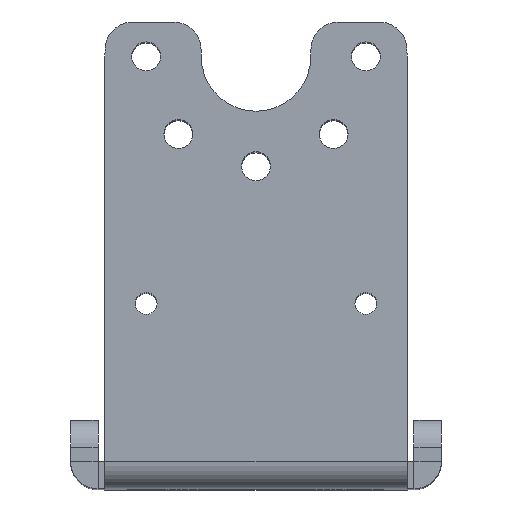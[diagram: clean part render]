
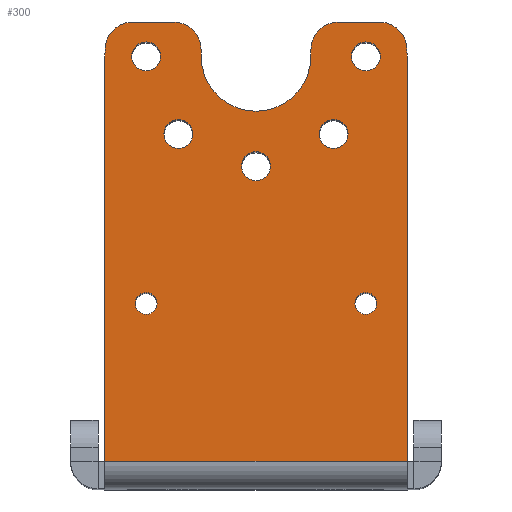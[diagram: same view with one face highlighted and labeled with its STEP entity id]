
A CAD part, top view. The second image highlights one B-rep face of the part: STEP entity #300.
In plain terms, the highlighted planar face has unit normal (0, 0, 1).
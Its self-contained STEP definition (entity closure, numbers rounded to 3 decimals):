
#300=ADVANCED_FACE('',(#728,#729,#730,#731,#732,#733,#734,#735),#445,.F.);
#445=PLANE('',#2964);
#567=CIRCLE('',#2917,11.);
#569=CIRCLE('',#2920,11.);
#590=CIRCLE('',#2943,0.8);
#591=CIRCLE('',#2945,0.8);
#592=CIRCLE('',#2947,2.);
#593=CIRCLE('',#2948,4.);
#594=CIRCLE('',#2949,2.);
#595=CIRCLE('',#2950,2.);
#596=CIRCLE('',#2951,2.);
#597=CIRCLE('',#2952,0.8);
#598=CIRCLE('',#2953,0.8);
#599=CIRCLE('',#2954,1.05);
#600=CIRCLE('',#2955,1.05);
#601=CIRCLE('',#2956,1.05);
#602=CIRCLE('',#2957,1.05);
#603=CIRCLE('',#2958,1.05);
#604=CIRCLE('',#2959,1.05);
#605=CIRCLE('',#2960,1.05);
#606=CIRCLE('',#2961,1.05);
#607=CIRCLE('',#2962,1.05);
#608=CIRCLE('',#2963,1.05);
#728=FACE_BOUND('',#817,.T.);
#729=FACE_BOUND('',#818,.T.);
#730=FACE_BOUND('',#819,.T.);
#731=FACE_BOUND('',#820,.T.);
#732=FACE_BOUND('',#821,.T.);
#733=FACE_BOUND('',#822,.T.);
#734=FACE_BOUND('',#823,.T.);
#735=FACE_BOUND('',#824,.T.);
#817=EDGE_LOOP('',(#1159,#1160,#1161,#1162,#1163,#1164,#1165,#1166,#1167,
#1168,#1169,#1170,#1171,#1172));
#818=EDGE_LOOP('',(#1173,#1174));
#819=EDGE_LOOP('',(#1175,#1176));
#820=EDGE_LOOP('',(#1177,#1178));
#821=EDGE_LOOP('',(#1179,#1180));
#822=EDGE_LOOP('',(#1181,#1182));
#823=EDGE_LOOP('',(#1183,#1184));
#824=EDGE_LOOP('',(#1185,#1186));
#1159=ORIENTED_EDGE('',*,*,#2183,.T.);
#1160=ORIENTED_EDGE('',*,*,#2184,.T.);
#1161=ORIENTED_EDGE('',*,*,#2185,.T.);
#1162=ORIENTED_EDGE('',*,*,#2186,.F.);
#1163=ORIENTED_EDGE('',*,*,#2187,.T.);
#1164=ORIENTED_EDGE('',*,*,#2188,.F.);
#1165=ORIENTED_EDGE('',*,*,#2189,.T.);
#1166=ORIENTED_EDGE('',*,*,#2148,.F.);
#1167=ORIENTED_EDGE('',*,*,#2146,.T.);
#1168=ORIENTED_EDGE('',*,*,#2141,.T.);
#1169=ORIENTED_EDGE('',*,*,#2190,.F.);
#1170=ORIENTED_EDGE('',*,*,#2151,.F.);
#1171=ORIENTED_EDGE('',*,*,#2191,.T.);
#1172=ORIENTED_EDGE('',*,*,#2192,.F.);
#1173=ORIENTED_EDGE('',*,*,#2182,.T.);
#1174=ORIENTED_EDGE('',*,*,#2180,.T.);
#1175=ORIENTED_EDGE('',*,*,#2193,.T.);
#1176=ORIENTED_EDGE('',*,*,#2194,.T.);
#1177=ORIENTED_EDGE('',*,*,#2195,.F.);
#1178=ORIENTED_EDGE('',*,*,#2196,.F.);
#1179=ORIENTED_EDGE('',*,*,#2197,.F.);
#1180=ORIENTED_EDGE('',*,*,#2198,.F.);
#1181=ORIENTED_EDGE('',*,*,#2199,.F.);
#1182=ORIENTED_EDGE('',*,*,#2200,.F.);
#1183=ORIENTED_EDGE('',*,*,#2201,.F.);
#1184=ORIENTED_EDGE('',*,*,#2202,.F.);
#1185=ORIENTED_EDGE('',*,*,#2203,.F.);
#1186=ORIENTED_EDGE('',*,*,#2204,.F.);
#1882=VERTEX_POINT('',#4307);
#1883=VERTEX_POINT('',#4311);
#1885=VERTEX_POINT('',#4320);
#1886=VERTEX_POINT('',#4324);
#1888=VERTEX_POINT('',#4330);
#1889=VERTEX_POINT('',#4331);
#1914=VERTEX_POINT('',#4386);
#1915=VERTEX_POINT('',#4388);
#1916=VERTEX_POINT('',#4394);
#1917=VERTEX_POINT('',#4395);
#1918=VERTEX_POINT('',#4397);
#1919=VERTEX_POINT('',#4399);
#1920=VERTEX_POINT('',#4401);
#1921=VERTEX_POINT('',#4403);
#1922=VERTEX_POINT('',#4405);
#1923=VERTEX_POINT('',#4409);
#1924=VERTEX_POINT('',#4412);
#1925=VERTEX_POINT('',#4413);
#1926=VERTEX_POINT('',#4416);
#1927=VERTEX_POINT('',#4417);
#1928=VERTEX_POINT('',#4420);
#1929=VERTEX_POINT('',#4421);
#1930=VERTEX_POINT('',#4424);
#1931=VERTEX_POINT('',#4425);
#1932=VERTEX_POINT('',#4428);
#1933=VERTEX_POINT('',#4429);
#1934=VERTEX_POINT('',#4432);
#1935=VERTEX_POINT('',#4433);
#2141=EDGE_CURVE('',#1883,#1882,#2451,.T.);
#2146=EDGE_CURVE('',#1885,#1883,#2455,.T.);
#2148=EDGE_CURVE('',#1885,#1886,#567,.T.);
#2151=EDGE_CURVE('',#1888,#1889,#569,.T.);
#2180=EDGE_CURVE('',#1915,#1914,#590,.T.);
#2182=EDGE_CURVE('',#1914,#1915,#591,.T.);
#2183=EDGE_CURVE('',#1916,#1917,#592,.T.);
#2184=EDGE_CURVE('',#1917,#1918,#2467,.T.);
#2185=EDGE_CURVE('',#1918,#1919,#593,.T.);
#2186=EDGE_CURVE('',#1920,#1919,#2468,.T.);
#2187=EDGE_CURVE('',#1920,#1921,#594,.T.);
#2188=EDGE_CURVE('',#1922,#1921,#2469,.T.);
#2189=EDGE_CURVE('',#1922,#1886,#595,.T.);
#2190=EDGE_CURVE('',#1889,#1882,#2470,.T.);
#2191=EDGE_CURVE('',#1888,#1923,#596,.T.);
#2192=EDGE_CURVE('',#1916,#1923,#2471,.T.);
#2193=EDGE_CURVE('',#1924,#1925,#597,.T.);
#2194=EDGE_CURVE('',#1925,#1924,#598,.T.);
#2195=EDGE_CURVE('',#1926,#1927,#599,.T.);
#2196=EDGE_CURVE('',#1927,#1926,#600,.T.);
#2197=EDGE_CURVE('',#1928,#1929,#601,.T.);
#2198=EDGE_CURVE('',#1929,#1928,#602,.T.);
#2199=EDGE_CURVE('',#1930,#1931,#603,.T.);
#2200=EDGE_CURVE('',#1931,#1930,#604,.T.);
#2201=EDGE_CURVE('',#1932,#1933,#605,.T.);
#2202=EDGE_CURVE('',#1933,#1932,#606,.T.);
#2203=EDGE_CURVE('',#1934,#1935,#607,.T.);
#2204=EDGE_CURVE('',#1935,#1934,#608,.T.);
#2451=LINE('',#4310,#2651);
#2455=LINE('',#4319,#2655);
#2467=LINE('',#4396,#2667);
#2468=LINE('',#4400,#2668);
#2469=LINE('',#4404,#2669);
#2470=LINE('',#4407,#2670);
#2471=LINE('',#4410,#2671);
#2651=VECTOR('',#3394,1.);
#2655=VECTOR('',#3404,1.);
#2667=VECTOR('',#3480,1.);
#2668=VECTOR('',#3483,1.);
#2669=VECTOR('',#3486,1.);
#2670=VECTOR('',#3489,1.);
#2671=VECTOR('',#3492,1.);
#2917=AXIS2_PLACEMENT_3D('',#4323,#3408,#3409);
#2920=AXIS2_PLACEMENT_3D('',#4329,#3415,#3416);
#2943=AXIS2_PLACEMENT_3D('',#4387,#3469,#3470);
#2945=AXIS2_PLACEMENT_3D('',#4391,#3474,#3475);
#2947=AXIS2_PLACEMENT_3D('',#4393,#3478,#3479);
#2948=AXIS2_PLACEMENT_3D('',#4398,#3481,#3482);
#2949=AXIS2_PLACEMENT_3D('',#4402,#3484,#3485);
#2950=AXIS2_PLACEMENT_3D('',#4406,#3487,#3488);
#2951=AXIS2_PLACEMENT_3D('',#4408,#3490,#3491);
#2952=AXIS2_PLACEMENT_3D('',#4411,#3493,#3494);
#2953=AXIS2_PLACEMENT_3D('',#4414,#3495,#3496);
#2954=AXIS2_PLACEMENT_3D('',#4415,#3497,#3498);
#2955=AXIS2_PLACEMENT_3D('',#4418,#3499,#3500);
#2956=AXIS2_PLACEMENT_3D('',#4419,#3501,#3502);
#2957=AXIS2_PLACEMENT_3D('',#4422,#3503,#3504);
#2958=AXIS2_PLACEMENT_3D('',#4423,#3505,#3506);
#2959=AXIS2_PLACEMENT_3D('',#4426,#3507,#3508);
#2960=AXIS2_PLACEMENT_3D('',#4427,#3509,#3510);
#2961=AXIS2_PLACEMENT_3D('',#4430,#3511,#3512);
#2962=AXIS2_PLACEMENT_3D('',#4431,#3513,#3514);
#2963=AXIS2_PLACEMENT_3D('',#4434,#3515,#3516);
#2964=AXIS2_PLACEMENT_3D('',#4435,#3517,#3518);
#3394=DIRECTION('',(1.,0.,0.));
#3404=DIRECTION('',(0.,-1.,0.));
#3408=DIRECTION('',(0.,0.,-1.));
#3409=DIRECTION('',(-1.,0.,0.));
#3415=DIRECTION('',(0.,0.,-1.));
#3416=DIRECTION('',(0.998,0.056,0.));
#3469=DIRECTION('',(0.,0.,-1.));
#3470=DIRECTION('',(0.,1.,0.));
#3474=DIRECTION('',(0.,0.,-1.));
#3475=DIRECTION('',(0.,-1.,0.));
#3478=DIRECTION('',(0.,0.,1.));
#3479=DIRECTION('',(0.,1.,0.));
#3480=DIRECTION('',(0.,-1.,0.));
#3481=DIRECTION('',(0.,0.,-1.));
#3482=DIRECTION('',(1.,0.,0.));
#3483=DIRECTION('',(0.,-1.,0.));
#3484=DIRECTION('',(0.,0.,1.));
#3485=DIRECTION('',(1.,0.,0.));
#3486=DIRECTION('',(1.,0.,0.));
#3487=DIRECTION('',(0.,0.,1.));
#3488=DIRECTION('',(0.,1.,0.));
#3489=DIRECTION('',(0.,-1.,0.));
#3490=DIRECTION('',(0.,0.,1.));
#3491=DIRECTION('',(0.998,0.056,0.));
#3492=DIRECTION('',(1.,0.,0.));
#3493=DIRECTION('',(0.,0.,-1.));
#3494=DIRECTION('',(0.,-1.,0.));
#3495=DIRECTION('',(0.,0.,-1.));
#3496=DIRECTION('',(0.,1.,0.));
#3497=DIRECTION('',(0.,0.,1.));
#3498=DIRECTION('',(0.,-1.,0.));
#3499=DIRECTION('',(0.,0.,1.));
#3500=DIRECTION('',(0.,1.,0.));
#3501=DIRECTION('',(0.,0.,1.));
#3502=DIRECTION('',(0.,-1.,0.));
#3503=DIRECTION('',(0.,0.,1.));
#3504=DIRECTION('',(0.,1.,0.));
#3505=DIRECTION('',(0.,0.,1.));
#3506=DIRECTION('',(0.,-1.,0.));
#3507=DIRECTION('',(0.,0.,1.));
#3508=DIRECTION('',(0.,1.,0.));
#3509=DIRECTION('',(0.,0.,1.));
#3510=DIRECTION('',(0.,-1.,0.));
#3511=DIRECTION('',(0.,0.,1.));
#3512=DIRECTION('',(0.,1.,0.));
#3513=DIRECTION('',(0.,0.,1.));
#3514=DIRECTION('',(0.,-1.,0.));
#3515=DIRECTION('',(0.,0.,1.));
#3516=DIRECTION('',(0.,1.,0.));
#3517=DIRECTION('',(0.,0.,-1.));
#3518=DIRECTION('',(0.,1.,0.));
#4307=CARTESIAN_POINT('',(48.,-267.5,28.));
#4310=CARTESIAN_POINT('',(26.,-267.5,28.));
#4311=CARTESIAN_POINT('',(26.,-267.5,28.));
#4319=CARTESIAN_POINT('',(26.,-238.,28.));
#4320=CARTESIAN_POINT('',(26.,-238.,28.));
#4323=CARTESIAN_POINT('',(37.,-238.,28.));
#4324=CARTESIAN_POINT('',(26.017,-237.389,28.));
#4329=CARTESIAN_POINT('',(37.,-238.,28.));
#4330=CARTESIAN_POINT('',(47.983,-237.389,28.));
#4331=CARTESIAN_POINT('',(48.,-238.,28.));
#4386=CARTESIAN_POINT('',(45.,-256.8,28.));
#4387=CARTESIAN_POINT('',(45.,-256.,28.));
#4388=CARTESIAN_POINT('',(45.,-255.2,28.));
#4391=CARTESIAN_POINT('',(45.,-256.,28.));
#4393=CARTESIAN_POINT('',(43.,-237.5,28.));
#4394=CARTESIAN_POINT('',(43.,-235.5,28.));
#4395=CARTESIAN_POINT('',(41.,-237.5,28.));
#4396=CARTESIAN_POINT('',(41.,-237.5,28.));
#4397=CARTESIAN_POINT('',(41.,-238.,28.));
#4398=CARTESIAN_POINT('',(37.,-238.,28.));
#4399=CARTESIAN_POINT('',(33.,-238.,28.));
#4400=CARTESIAN_POINT('',(33.,-237.5,28.));
#4401=CARTESIAN_POINT('',(33.,-237.5,28.));
#4402=CARTESIAN_POINT('',(31.,-237.5,28.));
#4403=CARTESIAN_POINT('',(31.,-235.5,28.));
#4404=CARTESIAN_POINT('',(28.014,-235.5,28.));
#4405=CARTESIAN_POINT('',(28.014,-235.5,28.));
#4406=CARTESIAN_POINT('',(28.014,-237.5,28.));
#4407=CARTESIAN_POINT('',(48.,-238.,28.));
#4408=CARTESIAN_POINT('',(45.986,-237.5,28.));
#4409=CARTESIAN_POINT('',(45.986,-235.5,28.));
#4410=CARTESIAN_POINT('',(43.,-235.5,28.));
#4411=CARTESIAN_POINT('',(29.,-256.,28.));
#4412=CARTESIAN_POINT('',(29.,-256.8,28.));
#4413=CARTESIAN_POINT('',(29.,-255.2,28.));
#4414=CARTESIAN_POINT('',(29.,-256.,28.));
#4415=CARTESIAN_POINT('',(45.,-238.,28.));
#4416=CARTESIAN_POINT('',(45.,-239.05,28.));
#4417=CARTESIAN_POINT('',(45.,-236.95,28.));
#4418=CARTESIAN_POINT('',(45.,-238.,28.));
#4419=CARTESIAN_POINT('',(42.657,-243.657,28.));
#4420=CARTESIAN_POINT('',(42.657,-244.707,28.));
#4421=CARTESIAN_POINT('',(42.657,-242.607,28.));
#4422=CARTESIAN_POINT('',(42.657,-243.657,28.));
#4423=CARTESIAN_POINT('',(37.,-246.,28.));
#4424=CARTESIAN_POINT('',(37.,-247.05,28.));
#4425=CARTESIAN_POINT('',(37.,-244.95,28.));
#4426=CARTESIAN_POINT('',(37.,-246.,28.));
#4427=CARTESIAN_POINT('',(31.343,-243.657,28.));
#4428=CARTESIAN_POINT('',(31.343,-244.707,28.));
#4429=CARTESIAN_POINT('',(31.343,-242.607,28.));
#4430=CARTESIAN_POINT('',(31.343,-243.657,28.));
#4431=CARTESIAN_POINT('',(29.,-238.,28.));
#4432=CARTESIAN_POINT('',(29.,-239.05,28.));
#4433=CARTESIAN_POINT('',(29.,-236.95,28.));
#4434=CARTESIAN_POINT('',(29.,-238.,28.));
#4435=CARTESIAN_POINT('',(26.,-223.,28.));
